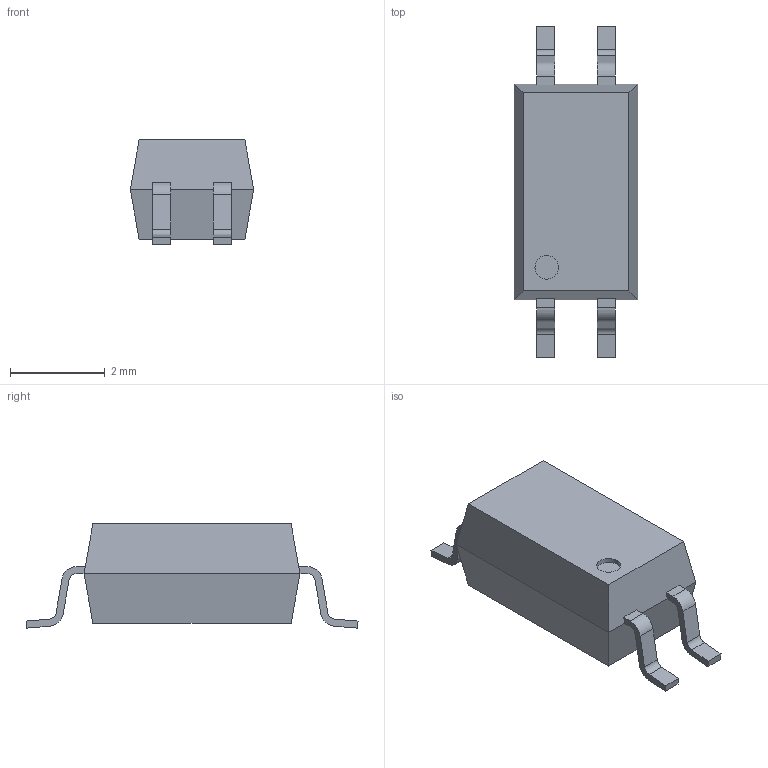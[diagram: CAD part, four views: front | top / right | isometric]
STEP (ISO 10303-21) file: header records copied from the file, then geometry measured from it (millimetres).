
FILE_DESCRIPTION (( 'STEP AP214' ), '1' );
FILE_NAME ('TLP290.STEP', '2022-11-29T19:04:29', ( '' ), ( '' ), 'SwSTEP 2.0', 'SolidWorks 2022', '' );
FILE_SCHEMA (( 'AUTOMOTIVE_DESIGN' ));
Length unit declared in the file: inch
Products named in the file (6): TLP290; SO4_2; SO4_3; SO4_4; SO4_5; SO4
Assembly tree (5 placements, depth 2):
  TLP290
    SO4_3
    SO4_5
    SO4
    SO4_4
    SO4_2
Bounding box: 2.6 x 7 x 2.2 mm (x, y, z)
Volume: 22.6 mm3; surface area: 56.8 mm2
Topology: 5 solids, 5 shells, 69 faces, 170 edges, 112 vertices
Faces by surface type: plane 51, cylinder 18
Entity records: 3199 total; most frequent: DIRECTION 360, CARTESIAN_POINT 359, ORIENTED_EDGE 340, EDGE_CURVE 170, LINE 134, VECTOR 134, AXIS2_PLACEMENT_3D 113, VERTEX_POINT 112
